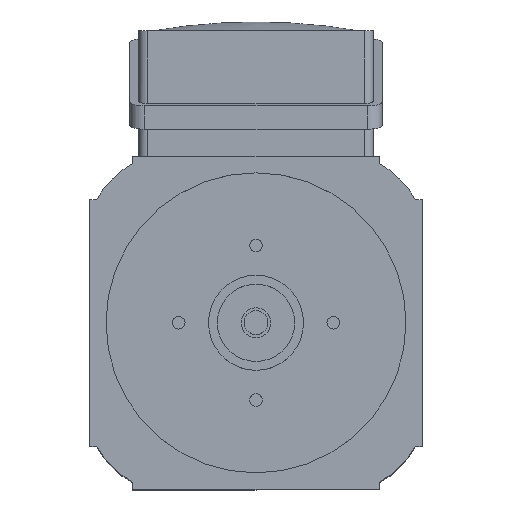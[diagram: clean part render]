
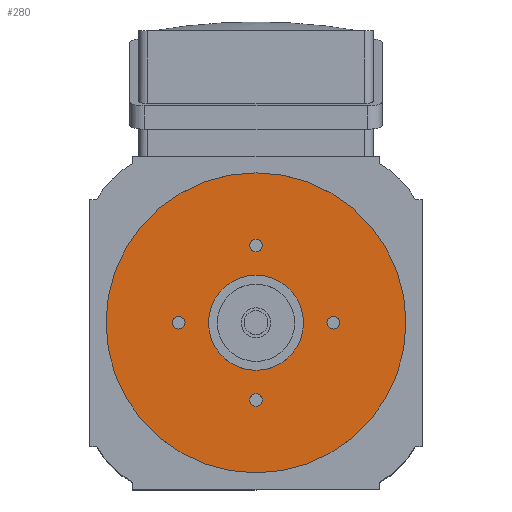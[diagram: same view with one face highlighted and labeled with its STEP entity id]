
A CAD part, top view. The second image highlights one B-rep face of the part: STEP entity #280.
In plain terms, the highlighted planar face has unit normal (0, 0, 1).
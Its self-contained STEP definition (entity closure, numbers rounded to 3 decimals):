
#14 = VERTEX_POINT ( 'NONE', #267 ) ;
#97 = VERTEX_POINT ( 'NONE', #5361 ) ;
#140 = FACE_OUTER_BOUND ( 'NONE', #1830, .T. ) ;
#160 = DIRECTION ( 'NONE',  ( 1., 0., 0. ) ) ;
#212 = CIRCLE ( 'NONE', #1342, 2.1 ) ;
#233 = DIRECTION ( 'NONE',  ( 1., 0., 0. ) ) ;
#267 = CARTESIAN_POINT ( 'NONE',  ( -2.1, -26., 0. ) ) ;
#280 = ADVANCED_FACE ( 'NONE', ( #1703, #4680, #3884, #3857, #140, #459 ), #2112, .T. ) ;
#311 = VERTEX_POINT ( 'NONE', #598 ) ;
#361 = DIRECTION ( 'NONE',  ( 1., 0., 0. ) ) ;
#389 = AXIS2_PLACEMENT_3D ( 'NONE', #660, #3680, #5326 ) ;
#453 = DIRECTION ( 'NONE',  ( 0., 0., 1. ) ) ;
#459 = FACE_BOUND ( 'NONE', #3991, .T. ) ;
#584 = AXIS2_PLACEMENT_3D ( 'NONE', #4124, #4878, #1523 ) ;
#598 = CARTESIAN_POINT ( 'NONE',  ( 23.9, 0., 0. ) ) ;
#660 = CARTESIAN_POINT ( 'NONE',  ( 0., -26., 0. ) ) ;
#670 = ORIENTED_EDGE ( 'NONE', *, *, #3511, .F. ) ;
#846 = VERTEX_POINT ( 'NONE', #4215 ) ;
#904 = CIRCLE ( 'NONE', #3931, 16. ) ;
#999 = ORIENTED_EDGE ( 'NONE', *, *, #4413, .F. ) ;
#1053 = DIRECTION ( 'NONE',  ( 1., 0., 0. ) ) ;
#1068 = CARTESIAN_POINT ( 'NONE',  ( 26., 0., 0. ) ) ;
#1120 = DIRECTION ( 'NONE',  ( 0., 0., 1. ) ) ;
#1148 = AXIS2_PLACEMENT_3D ( 'NONE', #4292, #2567, #3945 ) ;
#1152 = AXIS2_PLACEMENT_3D ( 'NONE', #1431, #1840, #1053 ) ;
#1280 = VERTEX_POINT ( 'NONE', #4222 ) ;
#1330 = CIRCLE ( 'NONE', #1148, 2.1 ) ;
#1342 = AXIS2_PLACEMENT_3D ( 'NONE', #1649, #5369, #2473 ) ;
#1346 = ORIENTED_EDGE ( 'NONE', *, *, #3080, .F. ) ;
#1411 = CARTESIAN_POINT ( 'NONE',  ( -28.1, 0., 0. ) ) ;
#1431 = CARTESIAN_POINT ( 'NONE',  ( 26., 0., 0. ) ) ;
#1487 = CIRCLE ( 'NONE', #2885, 50.5 ) ;
#1520 = ORIENTED_EDGE ( 'NONE', *, *, #1808, .T. ) ;
#1523 = DIRECTION ( 'NONE',  ( 1., 0., 0. ) ) ;
#1597 = DIRECTION ( 'NONE',  ( 1., 0., 0. ) ) ;
#1649 = CARTESIAN_POINT ( 'NONE',  ( 0., 26., 0. ) ) ;
#1703 = FACE_BOUND ( 'NONE', #2739, .T. ) ;
#1705 = AXIS2_PLACEMENT_3D ( 'NONE', #4838, #4093, #4858 ) ;
#1714 = EDGE_CURVE ( 'NONE', #2781, #97, #904, .T. ) ;
#1808 = EDGE_CURVE ( 'NONE', #1904, #846, #1487, .T. ) ;
#1812 = EDGE_LOOP ( 'NONE', ( #4889, #4476 ) ) ;
#1830 = EDGE_LOOP ( 'NONE', ( #1520, #1910 ) ) ;
#1840 = DIRECTION ( 'NONE',  ( 0., 0., 1. ) ) ;
#1846 = AXIS2_PLACEMENT_3D ( 'NONE', #3071, #1862, #3525 ) ;
#1862 = DIRECTION ( 'NONE',  ( 0., 0., 1. ) ) ;
#1904 = VERTEX_POINT ( 'NONE', #5212 ) ;
#1910 = ORIENTED_EDGE ( 'NONE', *, *, #4684, .T. ) ;
#2029 = VERTEX_POINT ( 'NONE', #5292 ) ;
#2042 = CIRCLE ( 'NONE', #584, 50.5 ) ;
#2064 = DIRECTION ( 'NONE',  ( 0., 0., 1. ) ) ;
#2112 = PLANE ( 'NONE',  #3051 ) ;
#2144 = EDGE_CURVE ( 'NONE', #3905, #311, #4458, .T. ) ;
#2357 = ORIENTED_EDGE ( 'NONE', *, *, #1714, .F. ) ;
#2393 = CARTESIAN_POINT ( 'NONE',  ( 28.1, 0., 0. ) ) ;
#2473 = DIRECTION ( 'NONE',  ( 1., 0., 0. ) ) ;
#2475 = ORIENTED_EDGE ( 'NONE', *, *, #4501, .F. ) ;
#2548 = EDGE_CURVE ( 'NONE', #3649, #2029, #4109, .T. ) ;
#2559 = CARTESIAN_POINT ( 'NONE',  ( 16., 0., 0. ) ) ;
#2567 = DIRECTION ( 'NONE',  ( 0., 0., 1. ) ) ;
#2668 = VERTEX_POINT ( 'NONE', #1411 ) ;
#2739 = EDGE_LOOP ( 'NONE', ( #999, #3122 ) ) ;
#2781 = VERTEX_POINT ( 'NONE', #2559 ) ;
#2885 = AXIS2_PLACEMENT_3D ( 'NONE', #4339, #4239, #160 ) ;
#2891 = DIRECTION ( 'NONE',  ( 1., 0., 0. ) ) ;
#2932 = CARTESIAN_POINT ( 'NONE',  ( -26., 0., 0. ) ) ;
#3051 = AXIS2_PLACEMENT_3D ( 'NONE', #4653, #3775, #3366 ) ;
#3071 = CARTESIAN_POINT ( 'NONE',  ( 0., 0., 0. ) ) ;
#3080 = EDGE_CURVE ( 'NONE', #1280, #2668, #1330, .T. ) ;
#3122 = ORIENTED_EDGE ( 'NONE', *, *, #2548, .F. ) ;
#3331 = EDGE_LOOP ( 'NONE', ( #5281, #670 ) ) ;
#3366 = DIRECTION ( 'NONE',  ( 1., 0., 0. ) ) ;
#3419 = CIRCLE ( 'NONE', #1846, 16. ) ;
#3511 = EDGE_CURVE ( 'NONE', #311, #3905, #4733, .T. ) ;
#3525 = DIRECTION ( 'NONE',  ( 1., 0., 0. ) ) ;
#3586 = AXIS2_PLACEMENT_3D ( 'NONE', #5005, #4517, #361 ) ;
#3607 = EDGE_CURVE ( 'NONE', #97, #2781, #3419, .T. ) ;
#3649 = VERTEX_POINT ( 'NONE', #4688 ) ;
#3680 = DIRECTION ( 'NONE',  ( 0., 0., 1. ) ) ;
#3775 = DIRECTION ( 'NONE',  ( 0., 0., 1. ) ) ;
#3855 = EDGE_LOOP ( 'NONE', ( #1346, #2475 ) ) ;
#3857 = FACE_BOUND ( 'NONE', #3331, .T. ) ;
#3884 = FACE_BOUND ( 'NONE', #1812, .T. ) ;
#3905 = VERTEX_POINT ( 'NONE', #2393 ) ;
#3931 = AXIS2_PLACEMENT_3D ( 'NONE', #4954, #453, #2891 ) ;
#3945 = DIRECTION ( 'NONE',  ( 1., 0., 0. ) ) ;
#3971 = EDGE_CURVE ( 'NONE', #14, #4787, #4027, .T. ) ;
#3991 = EDGE_LOOP ( 'NONE', ( #5019, #2357 ) ) ;
#4027 = CIRCLE ( 'NONE', #389, 2.1 ) ;
#4048 = CIRCLE ( 'NONE', #1705, 2.1 ) ;
#4093 = DIRECTION ( 'NONE',  ( 0., 0., 1. ) ) ;
#4109 = CIRCLE ( 'NONE', #3586, 2.1 ) ;
#4119 = CIRCLE ( 'NONE', #4214, 2.1 ) ;
#4124 = CARTESIAN_POINT ( 'NONE',  ( 0., 0., 0. ) ) ;
#4214 = AXIS2_PLACEMENT_3D ( 'NONE', #2932, #2064, #1597 ) ;
#4215 = CARTESIAN_POINT ( 'NONE',  ( -50.5, 0., 0. ) ) ;
#4222 = CARTESIAN_POINT ( 'NONE',  ( -23.9, 0., 0. ) ) ;
#4239 = DIRECTION ( 'NONE',  ( 0., 0., 1. ) ) ;
#4292 = CARTESIAN_POINT ( 'NONE',  ( -26., 0., 0. ) ) ;
#4339 = CARTESIAN_POINT ( 'NONE',  ( 0., 0., 0. ) ) ;
#4413 = EDGE_CURVE ( 'NONE', #2029, #3649, #212, .T. ) ;
#4458 = CIRCLE ( 'NONE', #4546, 2.1 ) ;
#4476 = ORIENTED_EDGE ( 'NONE', *, *, #3971, .F. ) ;
#4501 = EDGE_CURVE ( 'NONE', #2668, #1280, #4119, .T. ) ;
#4517 = DIRECTION ( 'NONE',  ( 0., 0., 1. ) ) ;
#4546 = AXIS2_PLACEMENT_3D ( 'NONE', #1068, #1120, #233 ) ;
#4653 = CARTESIAN_POINT ( 'NONE',  ( 0., 0., 0. ) ) ;
#4680 = FACE_BOUND ( 'NONE', #3855, .T. ) ;
#4684 = EDGE_CURVE ( 'NONE', #846, #1904, #2042, .T. ) ;
#4688 = CARTESIAN_POINT ( 'NONE',  ( -2.1, 26., 0. ) ) ;
#4733 = CIRCLE ( 'NONE', #1152, 2.1 ) ;
#4787 = VERTEX_POINT ( 'NONE', #4990 ) ;
#4838 = CARTESIAN_POINT ( 'NONE',  ( 0., -26., 0. ) ) ;
#4858 = DIRECTION ( 'NONE',  ( 1., 0., 0. ) ) ;
#4878 = DIRECTION ( 'NONE',  ( 0., 0., 1. ) ) ;
#4889 = ORIENTED_EDGE ( 'NONE', *, *, #5278, .F. ) ;
#4954 = CARTESIAN_POINT ( 'NONE',  ( 0., 0., 0. ) ) ;
#4990 = CARTESIAN_POINT ( 'NONE',  ( 2.1, -26., 0. ) ) ;
#5005 = CARTESIAN_POINT ( 'NONE',  ( 0., 26., 0. ) ) ;
#5019 = ORIENTED_EDGE ( 'NONE', *, *, #3607, .F. ) ;
#5212 = CARTESIAN_POINT ( 'NONE',  ( 50.5, 0., 0. ) ) ;
#5278 = EDGE_CURVE ( 'NONE', #4787, #14, #4048, .T. ) ;
#5281 = ORIENTED_EDGE ( 'NONE', *, *, #2144, .F. ) ;
#5292 = CARTESIAN_POINT ( 'NONE',  ( 2.1, 26., 0. ) ) ;
#5326 = DIRECTION ( 'NONE',  ( 1., 0., 0. ) ) ;
#5361 = CARTESIAN_POINT ( 'NONE',  ( -16., 0., 0. ) ) ;
#5369 = DIRECTION ( 'NONE',  ( 0., 0., 1. ) ) ;
